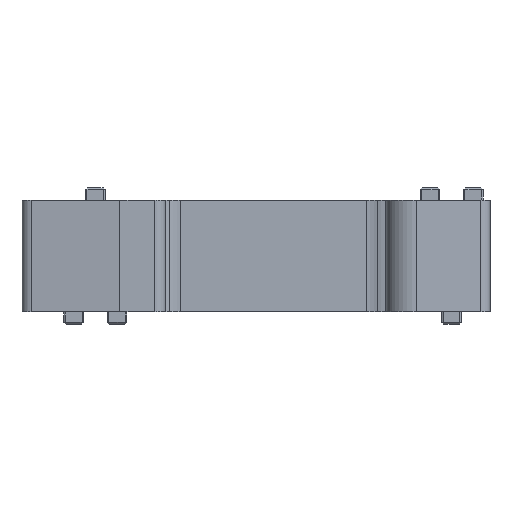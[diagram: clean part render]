
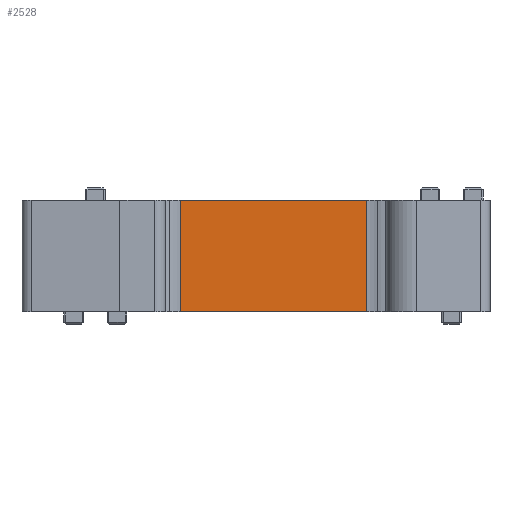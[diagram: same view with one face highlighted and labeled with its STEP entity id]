
A CAD part, front view. The second image highlights one B-rep face of the part: STEP entity #2528.
In plain terms, the highlighted planar face has unit normal (0, -1, 0).
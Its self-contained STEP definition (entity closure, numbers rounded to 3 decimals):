
#2528=ADVANCED_FACE('',(#4393),#3605,.F.);
#3605=PLANE('',#24032);
#4393=FACE_OUTER_BOUND('',#5581,.T.);
#5581=EDGE_LOOP('',(#12914,#12915,#12916,#12917));
#6963=LINE('',#34502,#9176);
#7144=LINE('',#35044,#9357);
#7441=LINE('',#35784,#9654);
#7442=LINE('',#35785,#9655);
#9176=VECTOR('',#26754,1.);
#9357=VECTOR('',#27145,1.);
#9654=VECTOR('',#27682,1.);
#9655=VECTOR('',#27683,1.);
#12914=ORIENTED_EDGE('',*,*,#20617,.T.);
#12915=ORIENTED_EDGE('',*,*,#21277,.T.);
#12916=ORIENTED_EDGE('',*,*,#20888,.T.);
#12917=ORIENTED_EDGE('',*,*,#21278,.T.);
#18267=VERTEX_POINT('',#34501);
#18268=VERTEX_POINT('',#34503);
#18523=VERTEX_POINT('',#35043);
#18524=VERTEX_POINT('',#35045);
#20617=EDGE_CURVE('',#18268,#18267,#6963,.T.);
#20888=EDGE_CURVE('',#18524,#18523,#7144,.T.);
#21277=EDGE_CURVE('',#18267,#18524,#7441,.T.);
#21278=EDGE_CURVE('',#18523,#18268,#7442,.T.);
#24032=AXIS2_PLACEMENT_3D('',#35786,#27684,#27685);
#26754=DIRECTION('',(-1.,0.,0.));
#27145=DIRECTION('',(1.,0.,0.));
#27682=DIRECTION('',(0.,0.,-1.));
#27683=DIRECTION('',(0.,0.,1.));
#27684=DIRECTION('',(0.,1.,0.));
#27685=DIRECTION('',(0.,0.,1.));
#34501=CARTESIAN_POINT('',(-13.321,-0.5,24.));
#34502=CARTESIAN_POINT('',(0.,-0.5,24.));
#34503=CARTESIAN_POINT('',(13.321,-0.5,24.));
#35043=CARTESIAN_POINT('',(13.321,-0.5,8.));
#35044=CARTESIAN_POINT('',(0.,-0.5,8.));
#35045=CARTESIAN_POINT('',(-13.321,-0.5,8.));
#35784=CARTESIAN_POINT('',(-13.321,-0.5,0.));
#35785=CARTESIAN_POINT('',(13.321,-0.5,0.));
#35786=CARTESIAN_POINT('',(0.,-0.5,0.));
